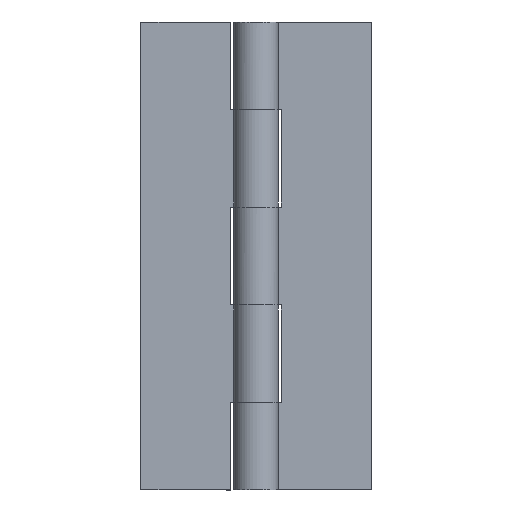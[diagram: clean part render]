
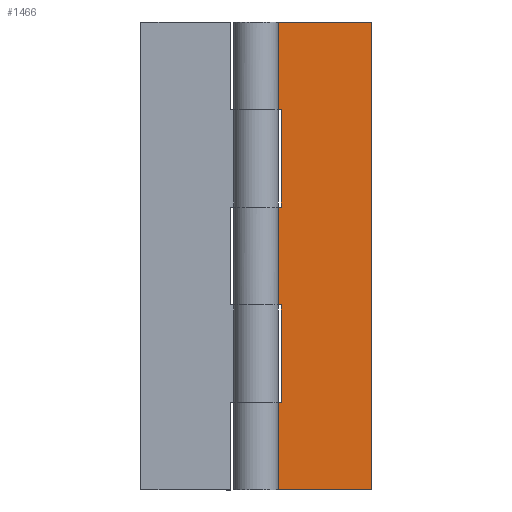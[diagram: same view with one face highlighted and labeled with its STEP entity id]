
A CAD part, front view. The second image highlights one B-rep face of the part: STEP entity #1466.
In plain terms, the highlighted free-form (B-spline) face has degree [1, 1] with [2, 2] control points.
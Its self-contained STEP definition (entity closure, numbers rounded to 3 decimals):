
#798=CARTESIAN_POINT('',(3.5,1.5,12.1));
#799=VERTEX_POINT('',#798);
#800=CARTESIAN_POINT('',(3.5,1.5,25.7));
#801=VERTEX_POINT('',#800);
#802=CARTESIAN_POINT('',(3.5,1.5,12.1));
#803=CARTESIAN_POINT('',(3.5,1.5,25.7));
#804=QUASI_UNIFORM_CURVE('',1,(#802,#803),.UNSPECIFIED.,.F.,.U.);
#805=EDGE_CURVE('',#799,#801,#804,.T.);
#834=CARTESIAN_POINT('',(0.0,1.5,25.7));
#835=VERTEX_POINT('',#834);
#836=CARTESIAN_POINT('',(3.5,1.5,25.7));
#837=CARTESIAN_POINT('',(0.0,1.5,25.7));
#838=QUASI_UNIFORM_CURVE('',1,(#836,#837),.UNSPECIFIED.,.F.,.U.);
#839=EDGE_CURVE('',#801,#835,#838,.T.);
#941=CARTESIAN_POINT('',(0.0,1.5,12.1));
#942=VERTEX_POINT('',#941);
#962=CARTESIAN_POINT('',(0.0,1.5,12.1));
#963=CARTESIAN_POINT('',(3.5,1.5,12.1));
#964=QUASI_UNIFORM_CURVE('',1,(#962,#963),.UNSPECIFIED.,.F.,.U.);
#965=EDGE_CURVE('',#942,#799,#964,.T.);
#988=CARTESIAN_POINT('',(3.5,1.5,39.3));
#989=VERTEX_POINT('',#988);
#990=CARTESIAN_POINT('',(3.5,1.5,52.9));
#991=VERTEX_POINT('',#990);
#992=CARTESIAN_POINT('',(3.5,1.5,39.3));
#993=CARTESIAN_POINT('',(3.5,1.5,52.9));
#994=QUASI_UNIFORM_CURVE('',1,(#992,#993),.UNSPECIFIED.,.F.,.U.);
#995=EDGE_CURVE('',#989,#991,#994,.T.);
#1024=CARTESIAN_POINT('',(0.0,1.5,39.3));
#1025=VERTEX_POINT('',#1024);
#1026=CARTESIAN_POINT('',(0.0,1.5,39.3));
#1027=CARTESIAN_POINT('',(3.5,1.5,39.3));
#1028=QUASI_UNIFORM_CURVE('',1,(#1026,#1027),.UNSPECIFIED.,.F.,.U.);
#1029=EDGE_CURVE('',#1025,#989,#1028,.T.);
#1101=CARTESIAN_POINT('',(0.0,1.5,52.9));
#1102=VERTEX_POINT('',#1101);
#1103=CARTESIAN_POINT('',(3.5,1.5,52.9));
#1104=CARTESIAN_POINT('',(0.0,1.5,52.9));
#1105=QUASI_UNIFORM_CURVE('',1,(#1103,#1104),.UNSPECIFIED.,.F.,.U.);
#1106=EDGE_CURVE('',#991,#1102,#1105,.T.);
#1180=CARTESIAN_POINT('',(0.0,1.5,65.0));
#1181=VERTEX_POINT('',#1180);
#1201=CARTESIAN_POINT('',(16.0,1.5,65.0));
#1202=VERTEX_POINT('',#1201);
#1203=CARTESIAN_POINT('',(0.0,1.5,65.0));
#1204=CARTESIAN_POINT('',(16.0,1.5,65.0));
#1205=QUASI_UNIFORM_CURVE('',1,(#1203,#1204),.UNSPECIFIED.,.F.,.U.);
#1206=EDGE_CURVE('',#1181,#1202,#1205,.T.);
#1258=CARTESIAN_POINT('',(0.0,1.5,0.0));
#1259=VERTEX_POINT('',#1258);
#1314=CARTESIAN_POINT('',(16.0,1.5,0.0));
#1315=VERTEX_POINT('',#1314);
#1321=CARTESIAN_POINT('',(0.0,1.5,0.0));
#1322=CARTESIAN_POINT('',(16.0,1.5,0.0));
#1323=QUASI_UNIFORM_CURVE('',1,(#1321,#1322),.UNSPECIFIED.,.F.,.U.);
#1324=EDGE_CURVE('',#1259,#1315,#1323,.T.);
#1425=CARTESIAN_POINT('',(16.0,1.5,0.0));
#1426=CARTESIAN_POINT('',(16.0,1.5,65.0));
#1427=QUASI_UNIFORM_CURVE('',1,(#1425,#1426),.UNSPECIFIED.,.F.,.U.);
#1428=EDGE_CURVE('',#1315,#1202,#1427,.T.);
#1435=CARTESIAN_POINT('',(-0.799,1.5,68.247));
#1436=CARTESIAN_POINT('',(-0.799,1.5,-3.247));
#1437=CARTESIAN_POINT('',(16.799,1.5,68.247));
#1438=CARTESIAN_POINT('',(16.799,1.5,-3.247));
#1439=B_SPLINE_SURFACE_WITH_KNOTS('',1,1,((#1435,#1437),(#1436,#1438)),.UNSPECIFIED.,.F.,.F.,.U.,(2,2),(2,2),(0.0,71.494),(0.0,17.598),.UNSPECIFIED.);
#1440=ORIENTED_EDGE('',*,*,#965,.F.);
#1441=CARTESIAN_POINT('',(0.0,1.5,0.0));
#1442=CARTESIAN_POINT('',(0.0,1.5,12.1));
#1443=QUASI_UNIFORM_CURVE('',1,(#1441,#1442),.UNSPECIFIED.,.F.,.U.);
#1444=EDGE_CURVE('',#1259,#942,#1443,.T.);
#1445=ORIENTED_EDGE('',*,*,#1444,.F.);
#1446=ORIENTED_EDGE('',*,*,#1324,.T.);
#1447=ORIENTED_EDGE('',*,*,#1428,.T.);
#1448=ORIENTED_EDGE('',*,*,#1206,.F.);
#1449=CARTESIAN_POINT('',(0.0,1.5,52.9));
#1450=CARTESIAN_POINT('',(0.0,1.5,65.0));
#1451=QUASI_UNIFORM_CURVE('',1,(#1449,#1450),.UNSPECIFIED.,.F.,.U.);
#1452=EDGE_CURVE('',#1102,#1181,#1451,.T.);
#1453=ORIENTED_EDGE('',*,*,#1452,.F.);
#1454=ORIENTED_EDGE('',*,*,#1106,.F.);
#1455=ORIENTED_EDGE('',*,*,#995,.F.);
#1456=ORIENTED_EDGE('',*,*,#1029,.F.);
#1457=CARTESIAN_POINT('',(0.0,1.5,25.7));
#1458=CARTESIAN_POINT('',(0.0,1.5,39.3));
#1459=QUASI_UNIFORM_CURVE('',1,(#1457,#1458),.UNSPECIFIED.,.F.,.U.);
#1460=EDGE_CURVE('',#835,#1025,#1459,.T.);
#1461=ORIENTED_EDGE('',*,*,#1460,.F.);
#1462=ORIENTED_EDGE('',*,*,#839,.F.);
#1463=ORIENTED_EDGE('',*,*,#805,.F.);
#1464=EDGE_LOOP('',(#1440,#1445,#1446,#1447,#1448,#1453,#1454,#1455,#1456,#1461,#1462,#1463));
#1465=FACE_OUTER_BOUND('',#1464,.T.);
#1466=ADVANCED_FACE('',(#1465),#1439,.T.);
